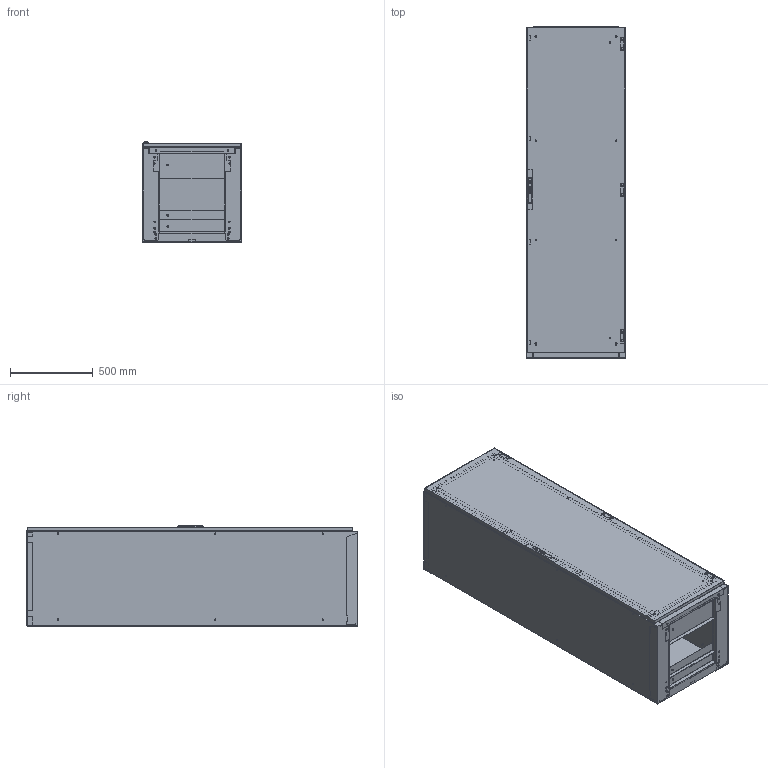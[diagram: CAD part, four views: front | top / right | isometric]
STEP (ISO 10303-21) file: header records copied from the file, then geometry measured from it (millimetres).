
FILE_DESCRIPTION (( 'STEP AP214' ), '1' );
FILE_NAME ('0390-6020-60-07.STEP', '2015-02-17T14:08:27', ( '' ), ( '' ), 'SwSTEP 2.0', 'SolidWorks 2014', '' );
FILE_SCHEMA (( 'AUTOMOTIVE_DESIGN' ));
Length unit declared in the file: millimetre
Products named in the file (13): Tragschiene oben rechts (Modell) T600; Tragschiene oben links (Modell) T600; Dachwinkel vorn-hinten (Modell) B600; Tragschiene unten links (Modell) T600; Dachplatte 0390 (Modell) B600T600; Bodenblech vorn-hinten (Modell) B600; Tuere 0395 (Modell) B600H2000; Tragschiene unten rechts (Modell) T600; Abwicklung kpl (Modell) B600H2000T600; 0390-6020-60-07; Bodenplatte hinten 0395 f逗 0390 (Modell) B600; Bodenplatte mitte 0395 f逗 0390 (Modell) B600; Bodenplatte vorne 0395 f逗 0390 (Modell) B600
Assembly tree (12 placements, depth 2):
  0390-6020-60-07
    Abwicklung kpl (Modell) B600H2000T600
    Tragschiene unten rechts (Modell) T600
    Tuere 0395 (Modell) B600H2000
    Bodenblech vorn-hinten (Modell) B600
    Dachplatte 0390 (Modell) B600T600
    Tragschiene unten links (Modell) T600
    Dachwinkel vorn-hinten (Modell) B600
    Tragschiene oben links (Modell) T600
    Tragschiene oben rechts (Modell) T600
    Bodenplatte vorne 0395 f逗 0390 (Modell) B600
    Bodenplatte mitte 0395 f逗 0390 (Modell) B600
    Bodenplatte hinten 0395 f逗 0390 (Modell) B600
Bounding box: 600 x 2006.5 x 607.5 mm (x, y, z)
Volume: 11865108.5 mm3; surface area: 13797600.5 mm2
Topology: 18 solids, 18 shells, 2158 faces, 5789 edges, 3835 vertices
Faces by surface type: cylinder 1061, plane 1043, cone 54
Entity records: 93539 total; most frequent: DIRECTION 12274, CARTESIAN_POINT 12049, ORIENTED_EDGE 11578, EDGE_CURVE 5789, AXIS2_PLACEMENT_3D 4376, VERTEX_POINT 3835, VECTOR 3522, LINE 3522
